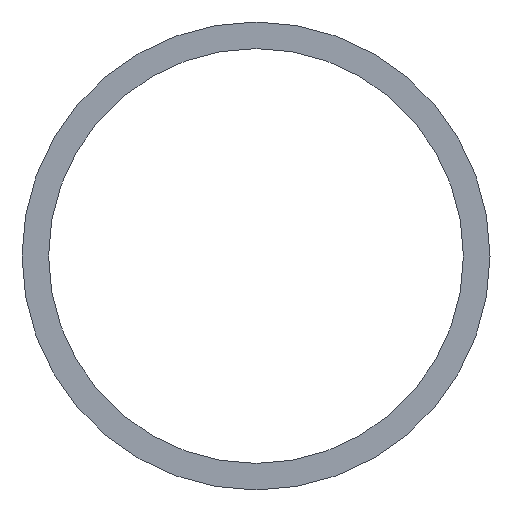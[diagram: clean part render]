
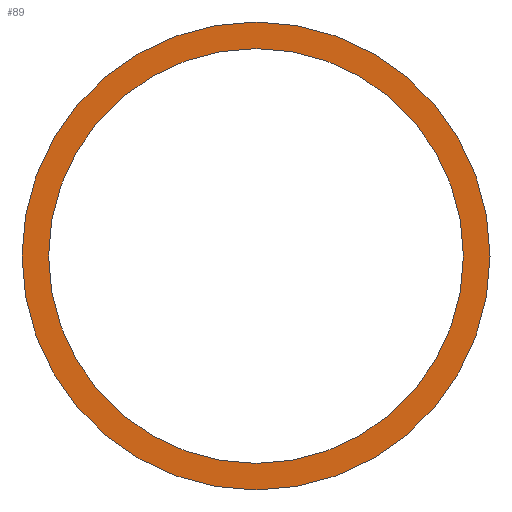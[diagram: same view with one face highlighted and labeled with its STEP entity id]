
A CAD part, left-side view. The second image highlights one B-rep face of the part: STEP entity #89.
In plain terms, the highlighted planar face has unit normal (-1, 0, 0).
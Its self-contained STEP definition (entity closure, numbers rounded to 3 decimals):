
#57 = EDGE_CURVE( '', #71, #61, #127, .T. );
#59 = VERTEX_POINT( '', #129 );
#61 = VERTEX_POINT( '', #131 );
#71 = VERTEX_POINT( '', #143 );
#85 = EDGE_CURVE( '', #61, #71, #160, .T. );
#89 = ADVANCED_FACE( '', ( #165, #166 ), #167, .F. );
#93 = VERTEX_POINT( '', #171 );
#95 = EDGE_CURVE( '', #93, #59, #173, .T. );
#103 = EDGE_CURVE( '', #59, #93, #181, .T. );
#127 = CIRCLE( '', #199, 55.4 );
#129 = CARTESIAN_POINT( '', ( 0., 0., 62.5 ) );
#131 = CARTESIAN_POINT( '', ( 0., 0., 55.4 ) );
#143 = CARTESIAN_POINT( '', ( 0., 0., -55.4 ) );
#160 = CIRCLE( '', #237, 55.4 );
#165 = FACE_OUTER_BOUND( '', #242, .T. );
#166 = FACE_BOUND( '', #243, .T. );
#167 = PLANE( '', #244 );
#171 = CARTESIAN_POINT( '', ( 0., 0., -62.5 ) );
#173 = CIRCLE( '', #253, 62.5 );
#181 = CIRCLE( '', #264, 62.5 );
#199 = AXIS2_PLACEMENT_3D( '', #270, #271, #272 );
#237 = AXIS2_PLACEMENT_3D( '', #316, #317, #318 );
#242 = EDGE_LOOP( '', ( #328, #329 ) );
#243 = EDGE_LOOP( '', ( #330, #331 ) );
#244 = AXIS2_PLACEMENT_3D( '', #332, #333, #334 );
#253 = AXIS2_PLACEMENT_3D( '', #336, #337, #338 );
#264 = AXIS2_PLACEMENT_3D( '', #340, #341, #342 );
#270 = CARTESIAN_POINT( '', ( 0., 0., 0. ) );
#271 = DIRECTION( '', ( 1., 0., 0. ) );
#272 = DIRECTION( '', ( 0., 0., -1. ) );
#316 = CARTESIAN_POINT( '', ( 0., 0., 0. ) );
#317 = DIRECTION( '', ( 1., 0., 0. ) );
#318 = DIRECTION( '', ( 0., 0., -1. ) );
#328 = ORIENTED_EDGE( '', *, *, #95, .F. );
#329 = ORIENTED_EDGE( '', *, *, #103, .F. );
#330 = ORIENTED_EDGE( '', *, *, #57, .T. );
#331 = ORIENTED_EDGE( '', *, *, #85, .T. );
#332 = CARTESIAN_POINT( '', ( 0., 0., 0. ) );
#333 = DIRECTION( '', ( 1., 0., 0. ) );
#334 = DIRECTION( '', ( 0., 0., -1. ) );
#336 = CARTESIAN_POINT( '', ( 0., 0., 0. ) );
#337 = DIRECTION( '', ( 1., 0., 0. ) );
#338 = DIRECTION( '', ( 0., 0., -1. ) );
#340 = CARTESIAN_POINT( '', ( 0., 0., 0. ) );
#341 = DIRECTION( '', ( 1., 0., 0. ) );
#342 = DIRECTION( '', ( 0., 0., -1. ) );
